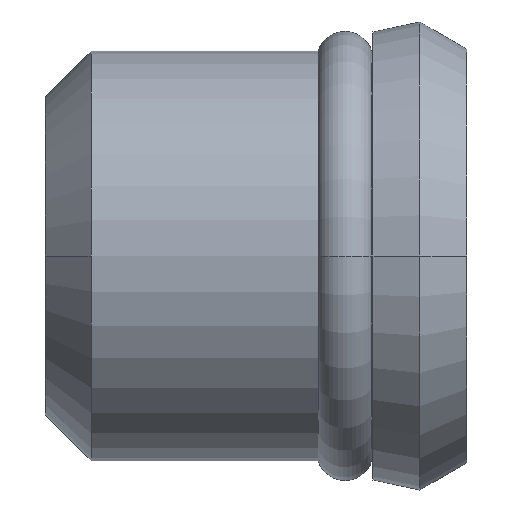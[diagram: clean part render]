
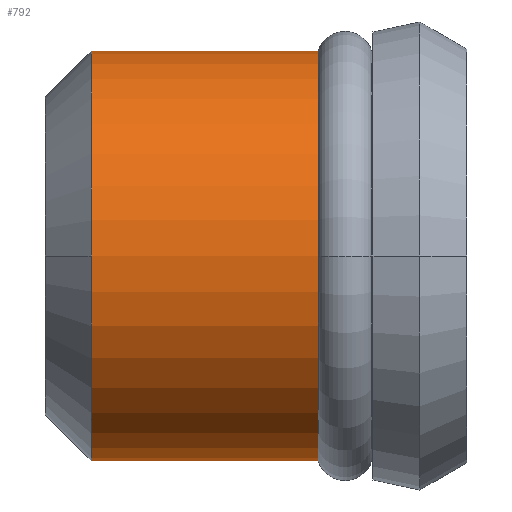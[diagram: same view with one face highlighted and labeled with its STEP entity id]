
A CAD part, left-side view. The second image highlights one B-rep face of the part: STEP entity #792.
In plain terms, the highlighted cylindrical face has radius 5.556 mm (diameter 11.112 mm), a partial arc.
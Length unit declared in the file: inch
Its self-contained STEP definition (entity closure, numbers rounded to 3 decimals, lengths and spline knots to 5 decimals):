
#216=DIRECTION('',(0.,-1.,0.));
#217=VECTOR('',#216,0.24255);
#218=CARTESIAN_POINT('',(0.,0.40125,-0.21875));
#219=LINE('',#218,#217);
#230=DIRECTION('',(0.,-1.,0.));
#231=VECTOR('',#230,0.24255);
#232=CARTESIAN_POINT('',(0.,0.40125,0.21875));
#233=LINE('',#232,#231);
#244=CARTESIAN_POINT('',(0.,0.40125,0.));
#245=DIRECTION('',(0.,1.,0.));
#246=DIRECTION('',(0.,0.,-1.));
#247=AXIS2_PLACEMENT_3D('',#244,#245,#246);
#291=CARTESIAN_POINT('',(0.,0.40125,0.));
#292=DIRECTION('',(0.,1.,0.));
#293=DIRECTION('',(-1.,0.,0.));
#294=AXIS2_PLACEMENT_3D('',#291,#292,#293);
#330=CARTESIAN_POINT('',(0.,0.1587,0.));
#331=DIRECTION('',(0.,1.,0.));
#332=DIRECTION('',(-1.,0.,0.));
#333=AXIS2_PLACEMENT_3D('',#330,#331,#332);
#346=CARTESIAN_POINT('',(0.,0.1587,0.));
#347=DIRECTION('',(0.,1.,0.));
#348=DIRECTION('',(0.,0.,-1.));
#349=AXIS2_PLACEMENT_3D('',#346,#347,#348);
#637=CARTESIAN_POINT('',(0.,0.40125,-0.21875));
#639=VERTEX_POINT('',#637);
#640=CARTESIAN_POINT('',(0.,0.40125,0.21875));
#641=VERTEX_POINT('',#640);
#642=CARTESIAN_POINT('',(-0.21875,0.40125,0.));
#643=VERTEX_POINT('',#642);
#644=CARTESIAN_POINT('',(0.,0.1587,-0.21875));
#645=VERTEX_POINT('',#644);
#648=CARTESIAN_POINT('',(0.,0.1587,0.21875));
#649=VERTEX_POINT('',#648);
#656=CARTESIAN_POINT('',(-0.21875,0.1587,0.));
#657=VERTEX_POINT('',#656);
#775=CARTESIAN_POINT('',(0.,0.45,0.));
#776=DIRECTION('',(0.,1.,0.));
#777=DIRECTION('',(0.,0.,-1.));
#778=AXIS2_PLACEMENT_3D('',#775,#776,#777);
#779=CYLINDRICAL_SURFACE('',#778,0.21875);
#780=ORIENTED_EDGE('',*,*,#743,.F.);
#782=ORIENTED_EDGE('',*,*,#781,.T.);
#784=ORIENTED_EDGE('',*,*,#783,.T.);
#785=ORIENTED_EDGE('',*,*,#749,.T.);
#787=ORIENTED_EDGE('',*,*,#786,.F.);
#789=ORIENTED_EDGE('',*,*,#788,.F.);
#790=EDGE_LOOP('',(#780,#782,#784,#785,#787,#789));
#791=FACE_OUTER_BOUND('',#790,.F.);
#792=ADVANCED_FACE('',(#791),#779,.T.);
#248=CIRCLE('',#247,0.21875);
#295=CIRCLE('',#294,0.21875);
#334=CIRCLE('',#333,0.21875);
#350=CIRCLE('',#349,0.21875);
#743=EDGE_CURVE('',#639,#645,#219,.T.);
#749=EDGE_CURVE('',#641,#649,#233,.T.);
#781=EDGE_CURVE('',#639,#643,#248,.T.);
#783=EDGE_CURVE('',#643,#641,#295,.T.);
#786=EDGE_CURVE('',#657,#649,#334,.T.);
#788=EDGE_CURVE('',#645,#657,#350,.T.);
